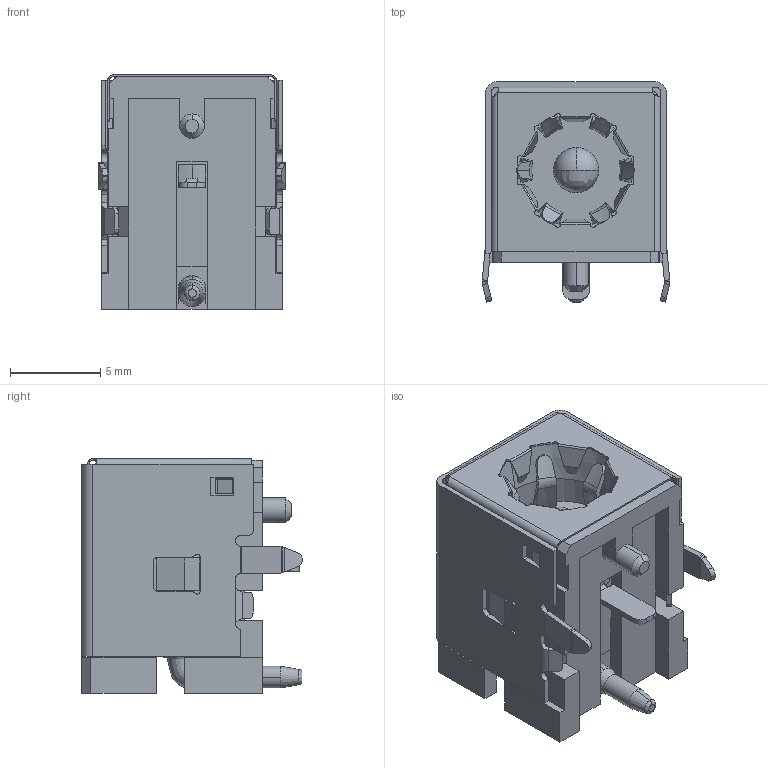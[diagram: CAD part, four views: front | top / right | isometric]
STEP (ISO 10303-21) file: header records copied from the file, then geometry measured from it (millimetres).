
FILE_DESCRIPTION(('STEP AP242'),'1');
FILE_NAME('dcj250-20-b-k1-a.stp','2023-05-12T07:37:32',('TraceParts'),('TraceParts S.A.'),'Spatial InterOp 3D',' ',' ');
FILE_SCHEMA(('AP242_MANAGED_MODEL_BASED_3D_ENGINEERING_MIM_LF {1 0 10303 442 1 1 4}'));
Length unit declared in the file: millimetre
Products named in the file (1): dcj250-20-b-k1-a_1
Bounding box: 10.39 x 12.2 x 13 mm (x, y, z)
Volume: 848.8 mm3; surface area: 1813.7 mm2
Topology: 2 solids, 2 shells, 647 faces, 1783 edges, 1145 vertices
Faces by surface type: plane 350, cylinder 202, bspline 57, cone 36, sphere 2
Entity records: 24735 total; most frequent: CARTESIAN_POINT 6644, ORIENTED_EDGE 3556, DIRECTION 2838, EDGE_CURVE 1778, VERTEX_POINT 1145, LINE 1142, VECTOR 1142, AXIS2_PLACEMENT_3D 848
